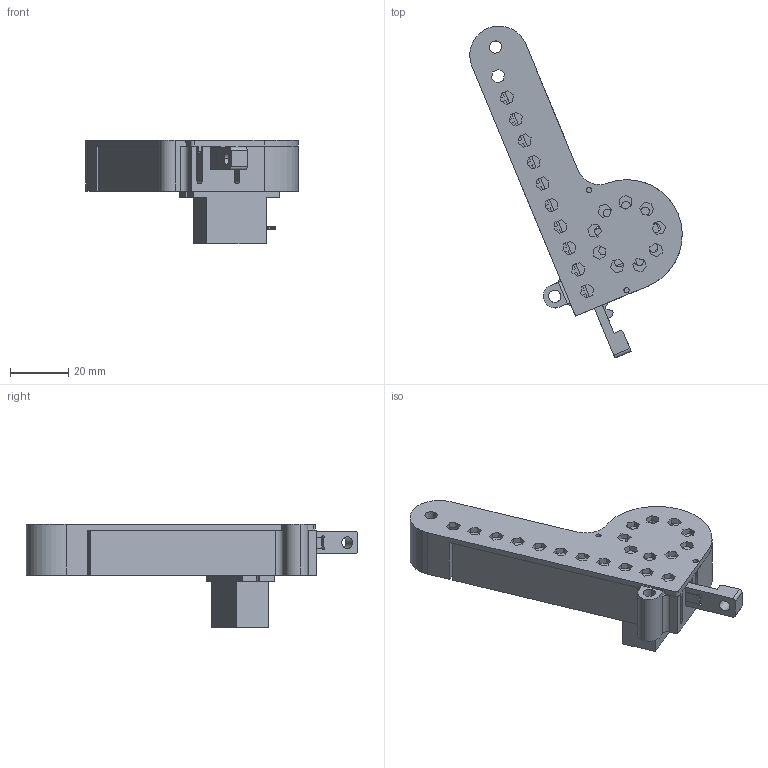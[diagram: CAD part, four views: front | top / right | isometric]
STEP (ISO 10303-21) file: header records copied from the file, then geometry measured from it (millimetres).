
FILE_DESCRIPTION (( 'STEP AP214' ), '1' );
FILE_NAME ('MiniLinearServo.STEP', '2015-12-23T16:46:55', ( '' ), ( '' ), 'SwSTEP 2.0', 'SolidWorks 2016', '' );
FILE_SCHEMA (( 'AUTOMOTIVE_DESIGN' ));
Length unit declared in the file: millimetre
Products named in the file (8): Zahnstangenkörper; ZahnstangeKomplett; BodyTop1; BodyBase1; Zahnrad_neu_32mmV2; ZahnstangenInlay; MiniLinearServo; TowerServoSG92R
Assembly tree (7 placements, depth 3):
  MiniLinearServo
    Zahnrad_neu_32mmV2
    TowerServoSG92R
    BodyBase1
    BodyTop1
    ZahnstangeKomplett
      Zahnstangenkörper
      ZahnstangenInlay
Bounding box: 73.03 x 114.13 x 35.6 mm (x, y, z)
Volume: 40416.2 mm3; surface area: 38583.8 mm2
Topology: 6 solids, 6 shells, 1106 faces, 3105 edges, 2058 vertices
Faces by surface type: plane 662, cylinder 372, bspline 66, torus 5, sphere 1
Entity records: 39658 total; most frequent: CARTESIAN_POINT 10123, ORIENTED_EDGE 6196, DIRECTION 5820, EDGE_CURVE 3098, LINE 2214, VECTOR 2214, VERTEX_POINT 2058, AXIS2_PLACEMENT_3D 1803
